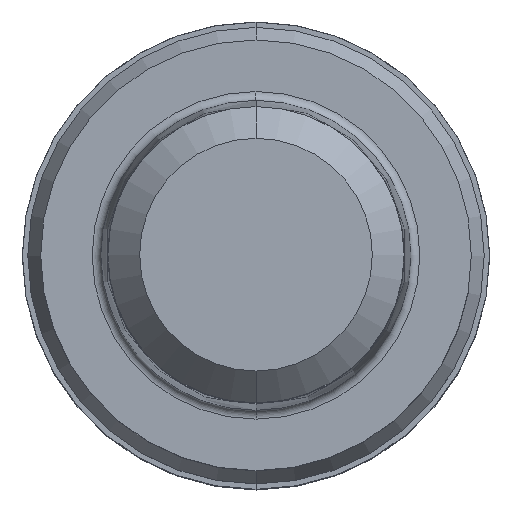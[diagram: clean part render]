
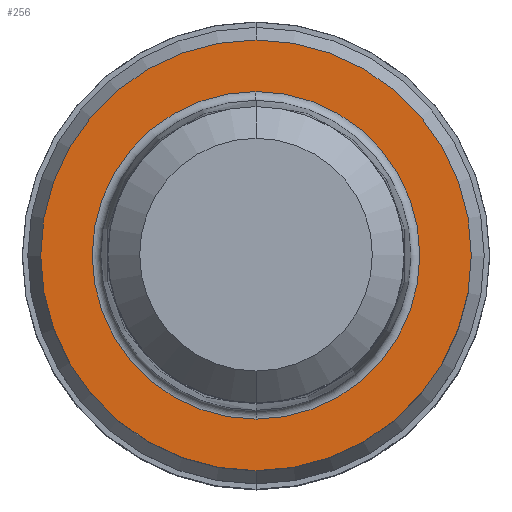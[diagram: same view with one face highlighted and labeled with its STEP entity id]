
A CAD part, top view. The second image highlights one B-rep face of the part: STEP entity #256.
In plain terms, the highlighted planar face has unit normal (0, 0, 1).
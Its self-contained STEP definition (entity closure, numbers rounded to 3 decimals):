
#220=EDGE_CURVE('',#456,#446,#531,.T.);
#234=EDGE_CURVE('',#446,#456,#547,.T.);
#250=VERTEX_POINT('',#565);
#256=ADVANCED_FACE('',(#573,#574),#575,.T.);
#286=EDGE_CURVE('',#320,#250,#610,.T.);
#320=VERTEX_POINT('',#647);
#332=EDGE_CURVE('',#250,#320,#660,.T.);
#446=VERTEX_POINT('',#791);
#456=VERTEX_POINT('',#801);
#531=CIRCLE('',#885,4.45);
#547=CIRCLE('',#904,4.45);
#565=CARTESIAN_POINT('',(0.0,5.85,0.01));
#573=FACE_OUTER_BOUND('',#934,.T.);
#574=FACE_BOUND('',#935,.T.);
#575=PLANE('',#936);
#610=CIRCLE('',#977,5.85);
#647=CARTESIAN_POINT('',(0.,-5.85,0.01));
#660=CIRCLE('',#1043,5.85);
#791=CARTESIAN_POINT('',(0.,-4.45,0.01));
#801=CARTESIAN_POINT('',(0.0,4.45,0.01));
#885=AXIS2_PLACEMENT_3D('',#1301,#1302,#1303);
#904=AXIS2_PLACEMENT_3D('',#1324,#1325,#1326);
#934=EDGE_LOOP('',(#1360,#1361));
#935=EDGE_LOOP('',(#1362,#1363));
#936=AXIS2_PLACEMENT_3D('',#1364,#1365,#1366);
#977=AXIS2_PLACEMENT_3D('',#1411,#1412,#1413);
#1043=AXIS2_PLACEMENT_3D('',#1476,#1477,#1478);
#1301=CARTESIAN_POINT('',(0.0,0.0,0.01));
#1302=DIRECTION('',(0.0,0.0,-1.0));
#1303=DIRECTION('',(0.0,1.0,0.0));
#1324=CARTESIAN_POINT('',(0.0,0.0,0.01));
#1325=DIRECTION('',(0.0,0.0,-1.0));
#1326=DIRECTION('',(0.0,1.0,0.0));
#1360=ORIENTED_EDGE('',*,*,#332,.F.);
#1361=ORIENTED_EDGE('',*,*,#286,.F.);
#1362=ORIENTED_EDGE('',*,*,#220,.T.);
#1363=ORIENTED_EDGE('',*,*,#234,.T.);
#1364=CARTESIAN_POINT('',(0.0,2.925,0.01));
#1365=DIRECTION('',(-0.0,0.0,1.0));
#1366=DIRECTION('',(0.0,-1.0,0.0));
#1411=CARTESIAN_POINT('',(0.0,0.0,0.01));
#1412=DIRECTION('',(0.0,0.0,-1.0));
#1413=DIRECTION('',(0.0,1.0,0.0));
#1476=CARTESIAN_POINT('',(0.0,0.0,0.01));
#1477=DIRECTION('',(0.0,0.0,-1.0));
#1478=DIRECTION('',(0.0,1.0,0.0));
